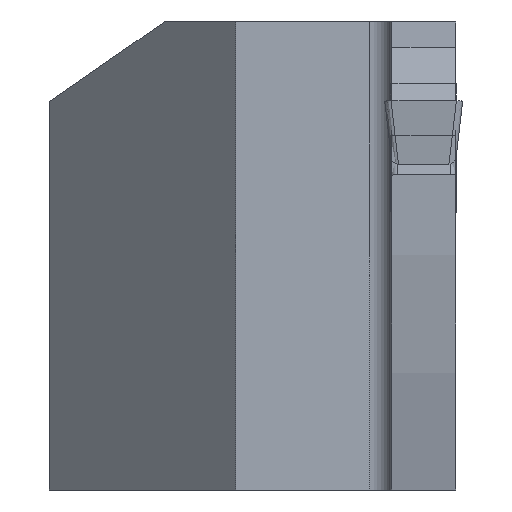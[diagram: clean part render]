
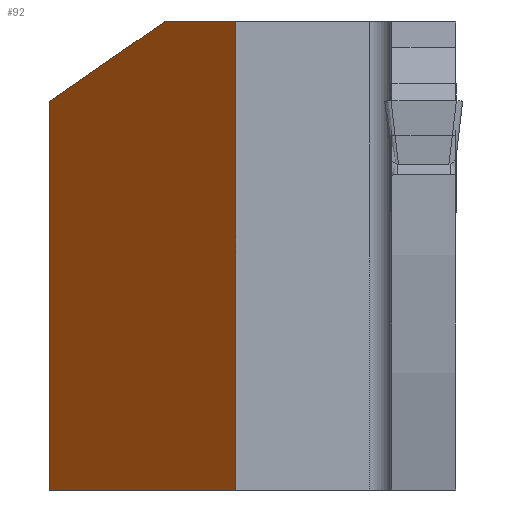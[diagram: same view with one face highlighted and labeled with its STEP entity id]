
A CAD part, front view. The second image highlights one B-rep face of the part: STEP entity #92.
In plain terms, the highlighted planar face has unit normal (-0.707, -0.707, 0).
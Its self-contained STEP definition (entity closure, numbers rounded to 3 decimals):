
#92=ADVANCED_FACE('',(#166),#136,.T.);
#136=PLANE('',#856);
#166=FACE_OUTER_BOUND('',#210,.T.);
#210=EDGE_LOOP('',(#295,#296,#297,#298,#299));
#295=ORIENTED_EDGE('',*,*,#582,.F.);
#296=ORIENTED_EDGE('',*,*,#592,.F.);
#297=ORIENTED_EDGE('',*,*,#586,.F.);
#298=ORIENTED_EDGE('',*,*,#574,.T.);
#299=ORIENTED_EDGE('',*,*,#593,.T.);
#499=VERTEX_POINT('',#1121);
#500=VERTEX_POINT('',#1123);
#506=VERTEX_POINT('',#1137);
#507=VERTEX_POINT('',#1139);
#510=VERTEX_POINT('',#1147);
#574=EDGE_CURVE('',#500,#499,#686,.T.);
#582=EDGE_CURVE('',#506,#507,#694,.T.);
#586=EDGE_CURVE('',#500,#510,#697,.T.);
#592=EDGE_CURVE('',#510,#506,#703,.T.);
#593=EDGE_CURVE('',#499,#507,#704,.T.);
#686=LINE('',#1122,#770);
#694=LINE('',#1138,#778);
#697=LINE('',#1146,#781);
#703=LINE('',#1158,#787);
#704=LINE('',#1159,#788);
#770=VECTOR('',#919,1.);
#778=VECTOR('',#929,1.);
#781=VECTOR('',#936,1.);
#787=VECTOR('',#946,1.);
#788=VECTOR('',#947,1.);
#856=AXIS2_PLACEMENT_3D('',#1160,#948,#949);
#919=DIRECTION('',(0.707,-0.707,0.));
#929=DIRECTION('',(0.707,-0.707,0.));
#936=DIRECTION('',(0.,0.,1.));
#946=DIRECTION('',(0.635,-0.635,0.44));
#947=DIRECTION('',(0.,0.,1.));
#948=DIRECTION('',(-0.707,-0.707,0.));
#949=DIRECTION('',(0.707,-0.707,0.));
#1121=CARTESIAN_POINT('',(-14.55,26.5,-24.95));
#1122=CARTESIAN_POINT('',(-26.5,38.45,-24.95));
#1123=CARTESIAN_POINT('',(-26.5,38.45,-24.95));
#1137=CARTESIAN_POINT('',(-19.135,31.085,5.05));
#1138=CARTESIAN_POINT('',(-26.5,38.45,5.05));
#1139=CARTESIAN_POINT('',(-14.55,26.5,5.05));
#1146=CARTESIAN_POINT('',(-26.5,38.45,-75.));
#1147=CARTESIAN_POINT('',(-26.5,38.45,-0.05));
#1158=CARTESIAN_POINT('',(-47.431,59.381,-14.543));
#1159=CARTESIAN_POINT('',(-14.55,26.5,-75.));
#1160=CARTESIAN_POINT('',(-26.5,38.45,-75.));
